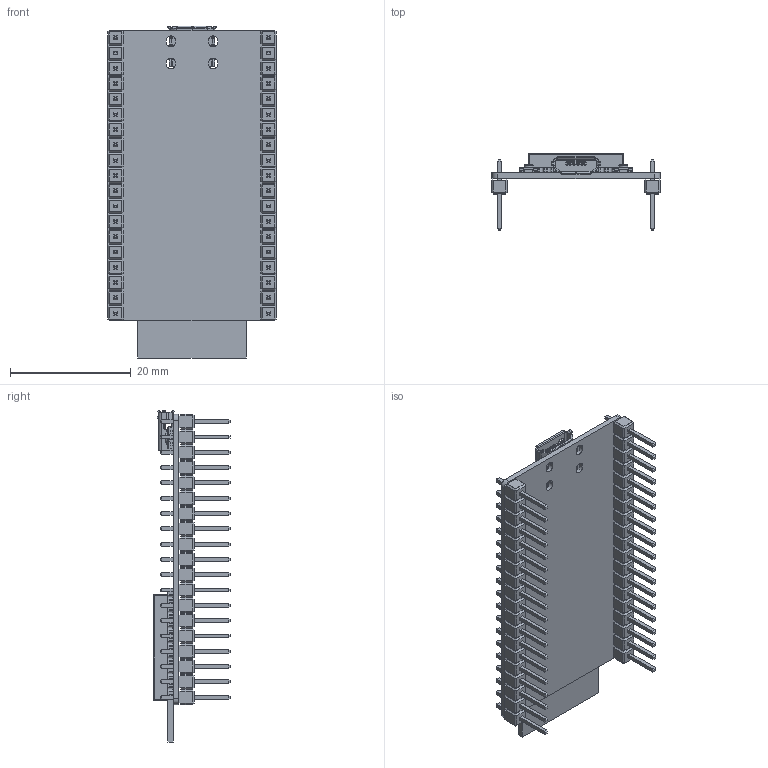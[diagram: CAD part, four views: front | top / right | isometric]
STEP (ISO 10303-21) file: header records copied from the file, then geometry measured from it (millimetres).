
FILE_DESCRIPTION (( 'STEP AP214' ), '1' );
FILE_NAME ('ESP32-DEVKITC-32D.STEP', '2023-10-02T04:49:19', ( '' ), ( '' ), 'SwSTEP 2.0', 'SolidWorks 2017', '' );
FILE_SCHEMA (( 'AUTOMOTIVE_DESIGN' ));
Length unit declared in the file: millimetre
Products named in the file (7): board; header; button; ESP32-WROOM-32D; micro usb; ESP32-DEVKITC-32D; ESP32-DEVKITC-32D_ESP32-DEVKITC-32D
Assembly tree (8 placements, depth 3):
  ESP32-DEVKITC-32D
    ESP32-DEVKITC-32D_ESP32-DEVKITC-32D
      board
      header  x2
      ESP32-WROOM-32D
      micro usb
      button  x2
Bounding box: 27.94 x 12.69 x 55.1 mm (x, y, z)
Volume: 2365.2 mm3; surface area: 8309.2 mm2
Topology: 182 solids, 182 shells, 3811 faces, 9188 edges, 5728 vertices
Faces by surface type: plane 3235, cylinder 548, bspline 24, sphere 4
Entity records: 85751 total; most frequent: CARTESIAN_POINT 14393, ORIENTED_EDGE 13296, DIRECTION 12932, EDGE_CURVE 6648, LINE 5574, VECTOR 5574, VERTEX_POINT 4224, AXIS2_PLACEMENT_3D 3679
